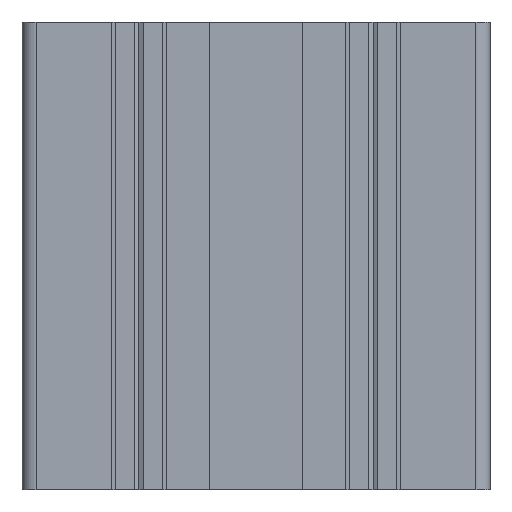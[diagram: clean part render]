
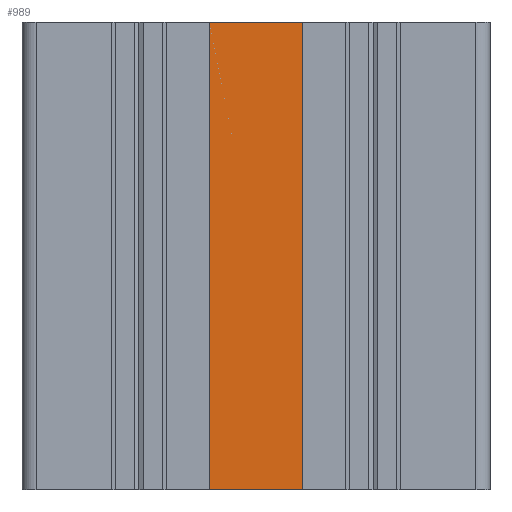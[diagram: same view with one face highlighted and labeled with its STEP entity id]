
A CAD part, left-side view. The second image highlights one B-rep face of the part: STEP entity #989.
In plain terms, the highlighted planar face has unit normal (-1, 0, 0).
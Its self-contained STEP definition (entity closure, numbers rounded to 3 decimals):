
#492 = VERTEX_POINT ( 'NONE', #5631 ) ;
#559 = VERTEX_POINT ( 'NONE', #5755 ) ;
#562 = EDGE_CURVE ( 'NONE', #559, #492, #5742, .T. ) ;
#936 = EDGE_LOOP ( 'NONE', ( #991, #988, #994, #993 ) ) ;
#939 = EDGE_CURVE ( 'NONE', #3819, #559, #6375, .T. ) ;
#987 = EDGE_CURVE ( 'NONE', #3820, #492, #6466, .T. ) ;
#988 = ORIENTED_EDGE ( 'NONE', *, *, #987, .F. ) ;
#989 = ADVANCED_FACE ( 'NONE', ( #6475 ), #6487, .F. ) ;
#991 = ORIENTED_EDGE ( 'NONE', *, *, #562, .T. ) ;
#993 = ORIENTED_EDGE ( 'NONE', *, *, #939, .T. ) ;
#994 = ORIENTED_EDGE ( 'NONE', *, *, #3825, .F. ) ;
#3819 = VERTEX_POINT ( 'NONE', #10675 ) ;
#3820 = VERTEX_POINT ( 'NONE', #10669 ) ;
#3825 = EDGE_CURVE ( 'NONE', #3819, #3820, #10719, .T. ) ;
#5631 = CARTESIAN_POINT ( 'NONE',  ( -24., -10., 0. ) ) ;
#5739 = DIRECTION ( 'NONE',  ( 0., -1., 0. ) ) ;
#5740 = VECTOR ( 'NONE', #5739, 1000. ) ;
#5741 = CARTESIAN_POINT ( 'NONE',  ( -24., -10., 0. ) ) ;
#5742 = LINE ( 'NONE', #5741, #5740 ) ;
#5755 = CARTESIAN_POINT ( 'NONE',  ( -24., 10., 0. ) ) ;
#6375 = LINE ( 'NONE', #6425, #6424 ) ;
#6417 = DIRECTION ( 'NONE',  ( 0., 0., -1. ) ) ;
#6424 = VECTOR ( 'NONE', #6417, 1000. ) ;
#6425 = CARTESIAN_POINT ( 'NONE',  ( -24., 10., 100. ) ) ;
#6457 = DIRECTION ( 'NONE',  ( 1., 0., 0. ) ) ;
#6458 = CARTESIAN_POINT ( 'NONE',  ( -24., -10., 100. ) ) ;
#6459 = AXIS2_PLACEMENT_3D ( 'NONE', #6458, #6457, #6517 ) ;
#6463 = DIRECTION ( 'NONE',  ( 0., 0., -1. ) ) ;
#6464 = VECTOR ( 'NONE', #6463, 1000. ) ;
#6465 = CARTESIAN_POINT ( 'NONE',  ( -24., -10., 100. ) ) ;
#6466 = LINE ( 'NONE', #6465, #6464 ) ;
#6475 = FACE_OUTER_BOUND ( 'NONE', #936, .T. ) ;
#6487 = PLANE ( 'NONE',  #6459 ) ;
#6517 = DIRECTION ( 'NONE',  ( 0., 1., 0. ) ) ;
#10669 = CARTESIAN_POINT ( 'NONE',  ( -24., -10., 100. ) ) ;
#10675 = CARTESIAN_POINT ( 'NONE',  ( -24., 10., 100. ) ) ;
#10716 = DIRECTION ( 'NONE',  ( 0., -1., 0. ) ) ;
#10717 = VECTOR ( 'NONE', #10716, 1000. ) ;
#10718 = CARTESIAN_POINT ( 'NONE',  ( -24., -10., 100. ) ) ;
#10719 = LINE ( 'NONE', #10718, #10717 ) ;
